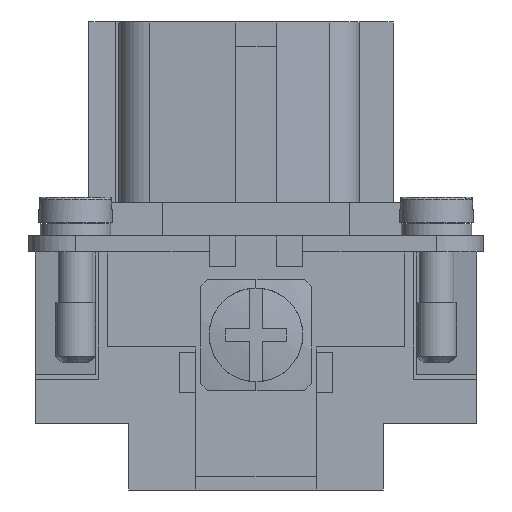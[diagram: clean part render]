
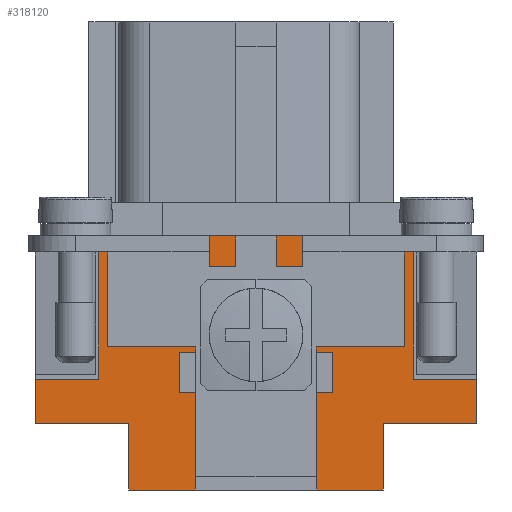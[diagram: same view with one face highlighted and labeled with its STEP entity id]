
A CAD part, left-side view. The second image highlights one B-rep face of the part: STEP entity #318120.
In plain terms, the highlighted planar face has unit normal (-1, 0, 0).
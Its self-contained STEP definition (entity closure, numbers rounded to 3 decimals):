
#90690=CARTESIAN_POINT('',(-14.85,9.5,5.));
#90700=VERTEX_POINT('',#90690);
#90730=CARTESIAN_POINT('',(-14.85,9.5,5.));
#90740=DIRECTION('',(0.,0.,-1.));
#90750=VECTOR('',#90740,5.);
#90760=LINE('',#90730,#90750);
#90770=CARTESIAN_POINT('',(-14.85,9.5,0.));
#90780=VERTEX_POINT('',#90770);
#90790=EDGE_CURVE('',#90700,#90780,#90760,.T.);
#91060=CARTESIAN_POINT('',(-14.85,4.55,0.));
#91070=DIRECTION('',(0.,1.,0.));
#91080=VECTOR('',#91070,4.95);
#91090=LINE('',#91060,#91080);
#91100=CARTESIAN_POINT('',(-14.85,4.55,0.));
#91110=VERTEX_POINT('',#91100);
#91120=EDGE_CURVE('',#91110,#90780,#91090,.T.);
#91660=CARTESIAN_POINT('',(-14.85,-4.55,0.));
#91670=VERTEX_POINT('',#91660);
#91700=CARTESIAN_POINT('',(-14.85,-9.5,0.));
#91710=DIRECTION('',(0.,1.,0.));
#91720=VECTOR('',#91710,4.95);
#91730=LINE('',#91700,#91720);
#91740=CARTESIAN_POINT('',(-14.85,-9.5,0.));
#91750=VERTEX_POINT('',#91740);
#91760=EDGE_CURVE('',#91750,#91670,#91730,.T.);
#205590=CARTESIAN_POINT('',(-14.85,-11.75,19.));
#205600=VERTEX_POINT('',#205590);
#205630=CARTESIAN_POINT('',(-14.85,-11.75,19.));
#205640=DIRECTION('',(0.,1.,0.));
#205650=VECTOR('',#205640,23.5);
#205660=LINE('',#205630,#205650);
#205670=CARTESIAN_POINT('',(-14.85,11.75,19.));
#205680=VERTEX_POINT('',#205670);
#205690=EDGE_CURVE('',#205600,#205680,#205660,.T.);
#264190=CARTESIAN_POINT('',(-14.85,11.75,19.));
#264200=DIRECTION('',(0.,0.,-1.));
#264210=VECTOR('',#264200,10.7);
#264220=LINE('',#264190,#264210);
#264230=CARTESIAN_POINT('',(-14.85,11.75,8.3));
#264240=VERTEX_POINT('',#264230);
#264250=EDGE_CURVE('',#205680,#264240,#264220,.T.);
#264840=CARTESIAN_POINT('',(-14.85,16.5,8.3));
#264850=VERTEX_POINT('',#264840);
#264900=CARTESIAN_POINT('',(-14.85,11.75,8.3));
#264910=DIRECTION('',(0.,1.,0.));
#264920=VECTOR('',#264910,4.75);
#264930=LINE('',#264900,#264920);
#264940=EDGE_CURVE('',#264240,#264850,#264930,.T.);
#267520=CARTESIAN_POINT('',(-14.85,-11.75,8.3));
#267530=DIRECTION('',(0.,0.,1.));
#267540=VECTOR('',#267530,10.7);
#267550=LINE('',#267520,#267540);
#267560=CARTESIAN_POINT('',(-14.85,-11.75,8.3));
#267570=VERTEX_POINT('',#267560);
#267580=EDGE_CURVE('',#267570,#205600,#267550,.T.);
#267890=CARTESIAN_POINT('',(-14.85,-16.5,8.3));
#267900=VERTEX_POINT('',#267890);
#267930=CARTESIAN_POINT('',(-14.85,-16.5,8.3));
#267940=DIRECTION('',(0.,1.,0.));
#267950=VECTOR('',#267940,4.75);
#267960=LINE('',#267930,#267950);
#267970=EDGE_CURVE('',#267900,#267570,#267960,.T.);
#268140=CARTESIAN_POINT('',(-14.85,16.5,5.));
#268150=DIRECTION('',(0.,0.,1.));
#268160=VECTOR('',#268150,3.3);
#268170=LINE('',#268140,#268160);
#268180=CARTESIAN_POINT('',(-14.85,16.5,5.));
#268190=VERTEX_POINT('',#268180);
#268200=EDGE_CURVE('',#268190,#264850,#268170,.T.);
#269670=CARTESIAN_POINT('',(-14.85,-16.5,5.));
#269680=VERTEX_POINT('',#269670);
#269710=CARTESIAN_POINT('',(-14.85,-16.5,5.));
#269720=DIRECTION('',(0.,0.,1.));
#269730=VECTOR('',#269720,3.3);
#269740=LINE('',#269710,#269730);
#269750=EDGE_CURVE('',#269680,#267900,#269740,.T.);
#306070=CARTESIAN_POINT('',(-14.85,-9.5,0.));
#306080=DIRECTION('',(0.,0.,1.));
#306090=VECTOR('',#306080,5.);
#306100=LINE('',#306070,#306090);
#306110=CARTESIAN_POINT('',(-14.85,-9.5,5.));
#306120=VERTEX_POINT('',#306110);
#306130=EDGE_CURVE('',#91750,#306120,#306100,.T.);
#309410=CARTESIAN_POINT('',(-14.85,-9.5,5.));
#309420=DIRECTION('',(0.,-1.,0.));
#309430=VECTOR('',#309420,7.);
#309440=LINE('',#309410,#309430);
#309450=EDGE_CURVE('',#306120,#269680,#309440,.T.);
#310130=CARTESIAN_POINT('',(-14.85,16.5,5.));
#310140=DIRECTION('',(0.,-1.,0.));
#310150=VECTOR('',#310140,7.);
#310160=LINE('',#310130,#310150);
#310170=EDGE_CURVE('',#268190,#90700,#310160,.T.);
#313430=CARTESIAN_POINT('',(-14.85,4.55,0.));
#313440=DIRECTION('',(0.,0.,1.));
#313450=VECTOR('',#313440,3.5);
#313460=LINE('',#313430,#313450);
#313470=CARTESIAN_POINT('',(-14.85,4.55,3.5));
#313480=VERTEX_POINT('',#313470);
#313490=EDGE_CURVE('',#91110,#313480,#313460,.T.);
#313720=CARTESIAN_POINT('',(-14.85,-4.55,3.5));
#313730=DIRECTION('',(0.,0.,-1.));
#313740=VECTOR('',#313730,3.5);
#313750=LINE('',#313720,#313740);
#313760=CARTESIAN_POINT('',(-14.85,-4.55,3.5));
#313770=VERTEX_POINT('',#313760);
#313780=EDGE_CURVE('',#313770,#91670,#313750,.T.);
#314080=CARTESIAN_POINT('',(-14.85,4.55,3.5));
#314090=DIRECTION('',(0.,-1.,0.));
#314100=VECTOR('',#314090,9.1);
#314110=LINE('',#314080,#314100);
#314120=EDGE_CURVE('',#313480,#313770,#314110,.T.);
#317890=CARTESIAN_POINT('',(-14.85,-16.5,0.));
#317900=DIRECTION('',(-1.,0.,0.));
#317910=DIRECTION('',(0.,0.,1.));
#317920=AXIS2_PLACEMENT_3D('',#317890,#317900,#317910);
#317930=PLANE('',#317920);
#317940=ORIENTED_EDGE('',*,*,#264250,.T.);
#317950=ORIENTED_EDGE('',*,*,#205690,.T.);
#317960=ORIENTED_EDGE('',*,*,#267580,.T.);
#317970=ORIENTED_EDGE('',*,*,#267970,.T.);
#317980=ORIENTED_EDGE('',*,*,#269750,.T.);
#317990=ORIENTED_EDGE('',*,*,#309450,.T.);
#318000=ORIENTED_EDGE('',*,*,#306130,.T.);
#318010=ORIENTED_EDGE('',*,*,#91760,.F.);
#318020=ORIENTED_EDGE('',*,*,#313780,.T.);
#318030=ORIENTED_EDGE('',*,*,#314120,.T.);
#318040=ORIENTED_EDGE('',*,*,#313490,.T.);
#318050=ORIENTED_EDGE('',*,*,#91120,.F.);
#318060=ORIENTED_EDGE('',*,*,#90790,.T.);
#318070=ORIENTED_EDGE('',*,*,#310170,.T.);
#318080=ORIENTED_EDGE('',*,*,#268200,.F.);
#318090=ORIENTED_EDGE('',*,*,#264940,.T.);
#318100=EDGE_LOOP('',(#318090,#318080,#318070,#318060,#318050,#318040,
#318030,#318020,#318010,#318000,#317990,#317980,#317970,#317960,#317950,
#317940));
#318110=FACE_OUTER_BOUND('',#318100,.T.);
#318120=ADVANCED_FACE('',(#318110),#317930,.T.);
